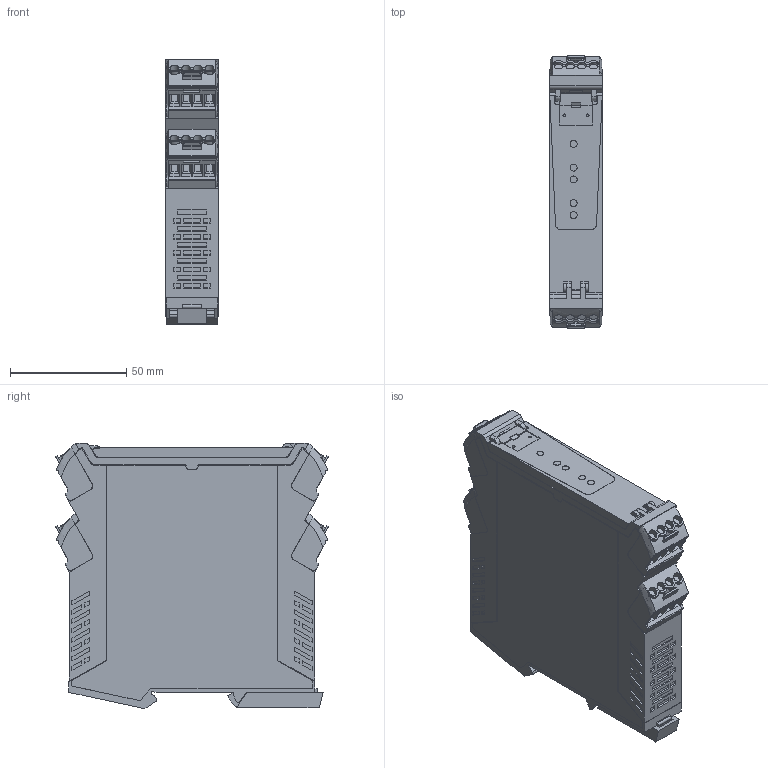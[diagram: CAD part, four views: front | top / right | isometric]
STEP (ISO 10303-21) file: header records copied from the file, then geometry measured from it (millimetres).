
FILE_DESCRIPTION(('CATIA V5 STEP Exchange','CAx-IF Rec.Pracs.--- Model Styling and Organization---1.4--- 2014-01-23'),'2;1');
FILE_NAME ('10714568_3', '2018-12-14T12:04:05+00:00', ('none'), ('Weidmueller'), 'CATIA Version 5-6 Release 2016 SP3 HF44', 'CATIA V5 STEP AP214', 'none');
FILE_SCHEMA(('AUTOMOTIVE_DESIGN { 1 0 10303 214 1 1 1 1 }'));
Products named in the file (1): 7760054305
Bounding box: 22.5 x 117.21 x 114.02 mm (x, y, z)
Volume: 256304.7 mm3; surface area: 57312.1 mm2
Topology: 17 solids, 17 shells, 1669 faces, 5009 edges, 3461 vertices
Faces by surface type: plane 1229, cylinder 367, extrusion 37, revolution 16, sphere 12, bspline 8
Entity records: 55910 total; most frequent: CARTESIAN_POINT 12757, ORIENTED_EDGE 9998, DIRECTION 6279, EDGE_CURVE 4999, VECTOR 3581, LINE 3544, VERTEX_POINT 3461, EDGE_LOOP 1794
